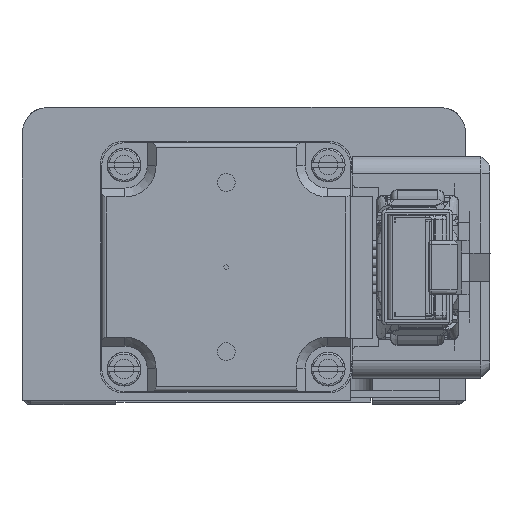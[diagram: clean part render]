
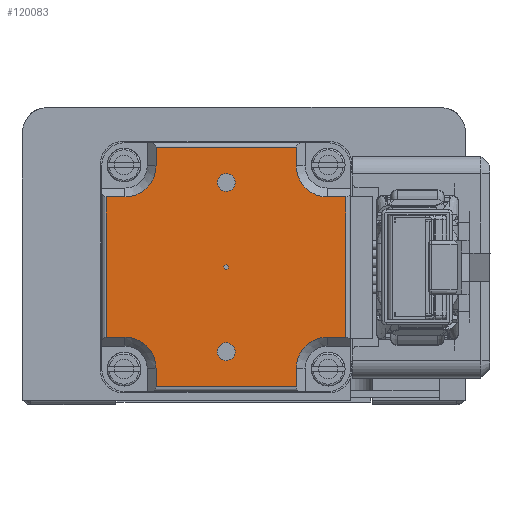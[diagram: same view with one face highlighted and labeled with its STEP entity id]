
A CAD part, front view. The second image highlights one B-rep face of the part: STEP entity #120083.
In plain terms, the highlighted face is planar.
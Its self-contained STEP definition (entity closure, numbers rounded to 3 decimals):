
#5232=PLANE('',#159882);
#18096=LINE('',#255395,#31024);
#18097=LINE('',#255397,#31025);
#18101=LINE('',#255405,#31029);
#18102=LINE('',#255409,#31030);
#18103=LINE('',#255411,#31031);
#18104=LINE('',#255413,#31032);
#18105=LINE('',#255417,#31033);
#18106=LINE('',#255419,#31034);
#18107=LINE('',#255421,#31035);
#18108=LINE('',#255425,#31036);
#18109=LINE('',#255427,#31037);
#18110=LINE('',#255429,#31038);
#31024=VECTOR('',#190326,1000.);
#31025=VECTOR('',#190329,1000.);
#31029=VECTOR('',#190335,1000.);
#31030=VECTOR('',#190338,1000.);
#31031=VECTOR('',#190339,1000.);
#31032=VECTOR('',#190340,1000.);
#31033=VECTOR('',#190343,1000.);
#31034=VECTOR('',#190344,1000.);
#31035=VECTOR('',#190345,1000.);
#31036=VECTOR('',#190348,1000.);
#31037=VECTOR('',#190349,1000.);
#31038=VECTOR('',#190350,1000.);
#66530=ORIENTED_EDGE('',*,*,#83872,.T.);
#66531=ORIENTED_EDGE('',*,*,#83871,.T.);
#66532=ORIENTED_EDGE('',*,*,#83870,.T.);
#66533=ORIENTED_EDGE('',*,*,#83876,.F.);
#66534=ORIENTED_EDGE('',*,*,#83881,.F.);
#66535=ORIENTED_EDGE('',*,*,#83882,.F.);
#66536=ORIENTED_EDGE('',*,*,#83883,.F.);
#66537=ORIENTED_EDGE('',*,*,#83884,.F.);
#66538=ORIENTED_EDGE('',*,*,#83885,.F.);
#66539=ORIENTED_EDGE('',*,*,#83886,.F.);
#66540=ORIENTED_EDGE('',*,*,#83887,.F.);
#66541=ORIENTED_EDGE('',*,*,#83888,.F.);
#66542=ORIENTED_EDGE('',*,*,#83889,.F.);
#66543=ORIENTED_EDGE('',*,*,#83890,.F.);
#66544=ORIENTED_EDGE('',*,*,#83891,.F.);
#66545=ORIENTED_EDGE('',*,*,#83892,.F.);
#66546=ORIENTED_EDGE('',*,*,#83893,.F.);
#66547=ORIENTED_EDGE('',*,*,#83894,.F.);
#66548=ORIENTED_EDGE('',*,*,#83877,.F.);
#83870=EDGE_CURVE('',#95341,#95341,#98161,.T.);
#83871=EDGE_CURVE('',#95342,#95342,#98162,.T.);
#83872=EDGE_CURVE('',#95343,#95343,#98163,.T.);
#83876=EDGE_CURVE('',#95347,#95344,#18096,.T.);
#83877=EDGE_CURVE('',#95344,#95348,#18097,.T.);
#83881=EDGE_CURVE('',#95351,#95347,#18101,.T.);
#83882=EDGE_CURVE('',#95352,#95351,#98164,.T.);
#83883=EDGE_CURVE('',#95353,#95352,#18102,.T.);
#83884=EDGE_CURVE('',#95354,#95353,#18103,.T.);
#83885=EDGE_CURVE('',#95355,#95354,#18104,.T.);
#83886=EDGE_CURVE('',#95356,#95355,#98165,.T.);
#83887=EDGE_CURVE('',#95357,#95356,#18105,.T.);
#83888=EDGE_CURVE('',#95358,#95357,#18106,.T.);
#83889=EDGE_CURVE('',#95359,#95358,#18107,.T.);
#83890=EDGE_CURVE('',#95360,#95359,#98166,.T.);
#83891=EDGE_CURVE('',#95361,#95360,#18108,.T.);
#83892=EDGE_CURVE('',#95362,#95361,#18109,.T.);
#83893=EDGE_CURVE('',#95363,#95362,#18110,.T.);
#83894=EDGE_CURVE('',#95348,#95363,#98167,.T.);
#95341=VERTEX_POINT('',#255380);
#95342=VERTEX_POINT('',#255383);
#95343=VERTEX_POINT('',#255386);
#95344=VERTEX_POINT('',#255389);
#95347=VERTEX_POINT('',#255394);
#95348=VERTEX_POINT('',#255398);
#95351=VERTEX_POINT('',#255406);
#95352=VERTEX_POINT('',#255408);
#95353=VERTEX_POINT('',#255410);
#95354=VERTEX_POINT('',#255412);
#95355=VERTEX_POINT('',#255414);
#95356=VERTEX_POINT('',#255416);
#95357=VERTEX_POINT('',#255418);
#95358=VERTEX_POINT('',#255420);
#95359=VERTEX_POINT('',#255422);
#95360=VERTEX_POINT('',#255424);
#95361=VERTEX_POINT('',#255426);
#95362=VERTEX_POINT('',#255428);
#95363=VERTEX_POINT('',#255430);
#98161=CIRCLE('',#159873,1.007);
#98162=CIRCLE('',#159875,1.007);
#98163=CIRCLE('',#159877,0.25);
#98164=CIRCLE('',#159883,3.5);
#98165=CIRCLE('',#159884,3.5);
#98166=CIRCLE('',#159885,3.5);
#98167=CIRCLE('',#159886,3.5);
#105263=EDGE_LOOP('',(#66530));
#105264=EDGE_LOOP('',(#66531));
#105265=EDGE_LOOP('',(#66532));
#105266=EDGE_LOOP('',(#66533,#66534,#66535,#66536,#66537,#66538,#66539,
#66540,#66541,#66542,#66543,#66544,#66545,#66546,#66547,#66548));
#112412=FACE_BOUND('',#105263,.T.);
#112413=FACE_BOUND('',#105264,.T.);
#112414=FACE_BOUND('',#105265,.T.);
#112415=FACE_BOUND('',#105266,.T.);
#120083=ADVANCED_FACE('',(#112412,#112413,#112414,#112415),#5232,.T.);
#159873=AXIS2_PLACEMENT_3D('',#255379,#190309,#190310);
#159875=AXIS2_PLACEMENT_3D('',#255382,#190313,#190314);
#159877=AXIS2_PLACEMENT_3D('',#255385,#190317,#190318);
#159882=AXIS2_PLACEMENT_3D('',#255404,#190333,#190334);
#159883=AXIS2_PLACEMENT_3D('',#255407,#190336,#190337);
#159884=AXIS2_PLACEMENT_3D('',#255415,#190341,#190342);
#159885=AXIS2_PLACEMENT_3D('',#255423,#190346,#190347);
#159886=AXIS2_PLACEMENT_3D('',#255431,#190351,#190352);
#190309=DIRECTION('',(0.,0.,1.));
#190310=DIRECTION('',(1.,0.,0.));
#190313=DIRECTION('',(0.,0.,1.));
#190314=DIRECTION('',(1.,0.,0.));
#190317=DIRECTION('',(0.,0.,1.));
#190318=DIRECTION('',(-1.,0.,0.));
#190326=DIRECTION('',(-1.,0.,0.));
#190329=DIRECTION('',(0.,-1.,0.));
#190333=DIRECTION('',(0.,0.,-1.));
#190334=DIRECTION('',(1.,0.,0.));
#190335=DIRECTION('',(0.,1.,0.));
#190336=DIRECTION('',(0.,0.,-1.));
#190337=DIRECTION('',(-1.,0.,0.));
#190338=DIRECTION('',(-1.,0.,0.));
#190339=DIRECTION('',(0.,1.,0.));
#190340=DIRECTION('',(1.,0.,0.));
#190341=DIRECTION('',(0.,0.,-1.));
#190342=DIRECTION('',(-1.,0.,0.));
#190343=DIRECTION('',(0.,1.,0.));
#190344=DIRECTION('',(1.,0.,0.));
#190345=DIRECTION('',(0.,-1.,0.));
#190346=DIRECTION('',(0.,0.,-1.));
#190347=DIRECTION('',(1.,0.,0.));
#190348=DIRECTION('',(1.,0.,0.));
#190349=DIRECTION('',(0.,-1.,0.));
#190350=DIRECTION('',(-1.,0.,0.));
#190351=DIRECTION('',(0.,0.,-1.));
#190352=DIRECTION('',(1.,0.,0.));
#255379=CARTESIAN_POINT('',(-9.525,0.,-26.));
#255380=CARTESIAN_POINT('',(-8.519,0.,-26.));
#255382=CARTESIAN_POINT('',(9.525,0.,-26.));
#255383=CARTESIAN_POINT('',(10.532,0.,-26.));
#255385=CARTESIAN_POINT('',(0.,0.,-26.));
#255386=CARTESIAN_POINT('',(-0.25,0.,-26.));
#255389=CARTESIAN_POINT('',(-7.9,13.5,-26.));
#255394=CARTESIAN_POINT('',(7.9,13.5,-26.));
#255395=CARTESIAN_POINT('',(7.9,13.5,-26.));
#255397=CARTESIAN_POINT('',(-7.9,13.5,-26.));
#255398=CARTESIAN_POINT('',(-7.9,11.4,-26.));
#255404=CARTESIAN_POINT('',(0.,0.,-26.));
#255405=CARTESIAN_POINT('',(7.9,11.4,-26.));
#255406=CARTESIAN_POINT('',(7.9,11.4,-26.));
#255407=CARTESIAN_POINT('',(11.4,11.4,-26.));
#255408=CARTESIAN_POINT('',(11.4,7.9,-26.));
#255409=CARTESIAN_POINT('',(13.5,7.9,-26.));
#255410=CARTESIAN_POINT('',(13.5,7.9,-26.));
#255411=CARTESIAN_POINT('',(13.5,-7.9,-26.));
#255412=CARTESIAN_POINT('',(13.5,-7.9,-26.));
#255413=CARTESIAN_POINT('',(11.4,-7.9,-26.));
#255414=CARTESIAN_POINT('',(11.4,-7.9,-26.));
#255415=CARTESIAN_POINT('',(11.4,-11.4,-26.));
#255416=CARTESIAN_POINT('',(7.9,-11.4,-26.));
#255417=CARTESIAN_POINT('',(7.9,-13.5,-26.));
#255418=CARTESIAN_POINT('',(7.9,-13.5,-26.));
#255419=CARTESIAN_POINT('',(-7.9,-13.5,-26.));
#255420=CARTESIAN_POINT('',(-7.9,-13.5,-26.));
#255421=CARTESIAN_POINT('',(-7.9,-11.4,-26.));
#255422=CARTESIAN_POINT('',(-7.9,-11.4,-26.));
#255423=CARTESIAN_POINT('',(-11.4,-11.4,-26.));
#255424=CARTESIAN_POINT('',(-11.4,-7.9,-26.));
#255425=CARTESIAN_POINT('',(-13.5,-7.9,-26.));
#255426=CARTESIAN_POINT('',(-13.5,-7.9,-26.));
#255427=CARTESIAN_POINT('',(-13.5,7.9,-26.));
#255428=CARTESIAN_POINT('',(-13.5,7.9,-26.));
#255429=CARTESIAN_POINT('',(-11.4,7.9,-26.));
#255430=CARTESIAN_POINT('',(-11.4,7.9,-26.));
#255431=CARTESIAN_POINT('',(-11.4,11.4,-26.));
